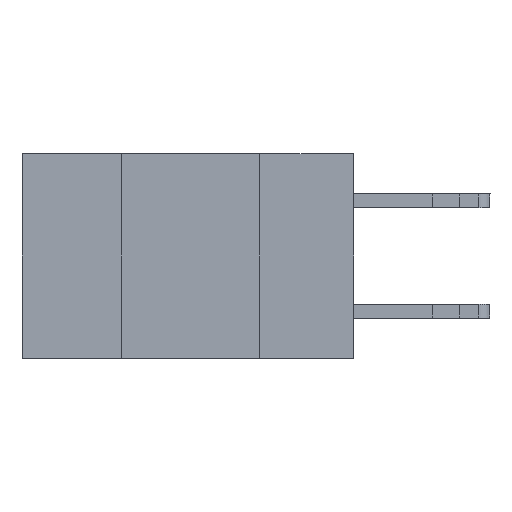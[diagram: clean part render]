
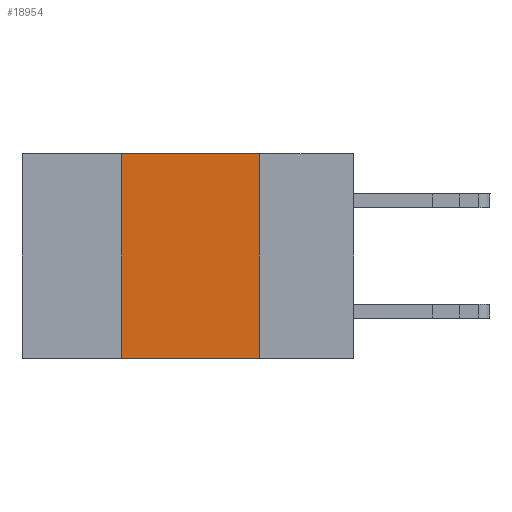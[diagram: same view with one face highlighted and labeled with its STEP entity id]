
A CAD part, left-side view. The second image highlights one B-rep face of the part: STEP entity #18954.
In plain terms, the highlighted planar face has unit normal (-1, 0, 0).
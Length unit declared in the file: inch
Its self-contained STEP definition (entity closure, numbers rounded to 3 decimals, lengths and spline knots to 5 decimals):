
#714 = EDGE_CURVE ( 'NONE', #15706, #2023, #4627, .T. ) ;
#722 = EDGE_LOOP ( 'NONE', ( #4062, #20629, #6886, #18288 ) ) ;
#1029 = VECTOR ( 'NONE', #12989, 39.37008 ) ;
#1303 = CARTESIAN_POINT ( 'NONE',  ( 0., 0.42, 0. ) ) ;
#1368 = VECTOR ( 'NONE', #3741, 39.37008 ) ;
#2023 = VERTEX_POINT ( 'NONE', #11124 ) ;
#2204 = CARTESIAN_POINT ( 'NONE',  ( 0., 0.6, 0. ) ) ;
#2347 = VECTOR ( 'NONE', #12089, 39.37008 ) ;
#2407 = EDGE_CURVE ( 'NONE', #18112, #15706, #16308, .T. ) ;
#3458 = AXIS2_PLACEMENT_3D ( 'NONE', #20246, #9906, #21945 ) ;
#3741 = DIRECTION ( 'NONE',  ( 0., 0., -1. ) ) ;
#4062 = ORIENTED_EDGE ( 'NONE', *, *, #14561, .F. ) ;
#4627 = LINE ( 'NONE', #2204, #1029 ) ;
#6073 = LINE ( 'NONE', #12496, #1368 ) ;
#6085 = CARTESIAN_POINT ( 'NONE',  ( 0., 0.42, -0.37 ) ) ;
#6368 = PLANE ( 'NONE',  #3458 ) ;
#6886 = ORIENTED_EDGE ( 'NONE', *, *, #2407, .F. ) ;
#7163 = EDGE_CURVE ( 'NONE', #18112, #15664, #12351, .T. ) ;
#9906 = DIRECTION ( 'NONE',  ( 1., 0., 0. ) ) ;
#11124 = CARTESIAN_POINT ( 'NONE',  ( 0., 0.17, 0. ) ) ;
#12089 = DIRECTION ( 'NONE',  ( 0., 0., 1. ) ) ;
#12351 = LINE ( 'NONE', #14573, #17481 ) ;
#12496 = CARTESIAN_POINT ( 'NONE',  ( 0., 0.17, 0. ) ) ;
#12959 = DIRECTION ( 'NONE',  ( 0., -1., 0. ) ) ;
#12989 = DIRECTION ( 'NONE',  ( 0., -1., 0. ) ) ;
#13632 = FACE_OUTER_BOUND ( 'NONE', #722, .T. ) ;
#14561 = EDGE_CURVE ( 'NONE', #2023, #15664, #6073, .T. ) ;
#14573 = CARTESIAN_POINT ( 'NONE',  ( 0., 0.6, -0.37 ) ) ;
#15664 = VERTEX_POINT ( 'NONE', #22065 ) ;
#15706 = VERTEX_POINT ( 'NONE', #1303 ) ;
#16308 = LINE ( 'NONE', #22384, #2347 ) ;
#17481 = VECTOR ( 'NONE', #12959, 39.37008 ) ;
#18112 = VERTEX_POINT ( 'NONE', #6085 ) ;
#18288 = ORIENTED_EDGE ( 'NONE', *, *, #7163, .T. ) ;
#18954 = ADVANCED_FACE ( 'NONE', ( #13632 ), #6368, .F. ) ;
#20246 = CARTESIAN_POINT ( 'NONE',  ( 0., 0.6, 0. ) ) ;
#20629 = ORIENTED_EDGE ( 'NONE', *, *, #714, .F. ) ;
#21945 = DIRECTION ( 'NONE',  ( 0., 0., -1. ) ) ;
#22065 = CARTESIAN_POINT ( 'NONE',  ( 0., 0.17, -0.37 ) ) ;
#22384 = CARTESIAN_POINT ( 'NONE',  ( 0., 0.42, 0. ) ) ;
